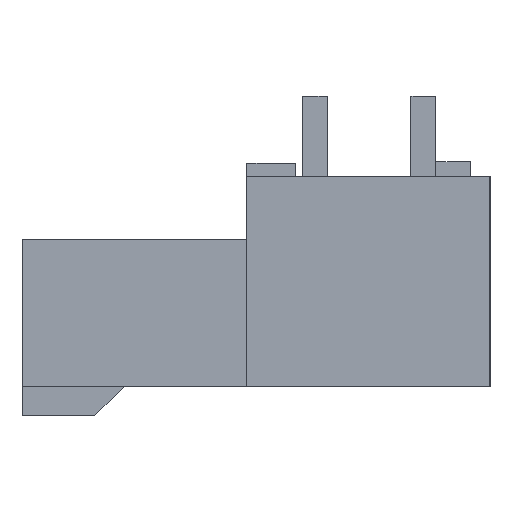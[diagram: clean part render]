
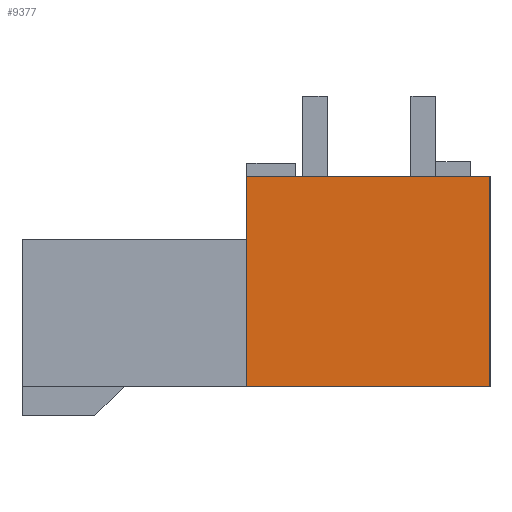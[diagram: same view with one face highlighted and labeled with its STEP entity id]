
A CAD part, left-side view. The second image highlights one B-rep face of the part: STEP entity #9377.
In plain terms, the highlighted planar face has unit normal (-1, 0, 0).
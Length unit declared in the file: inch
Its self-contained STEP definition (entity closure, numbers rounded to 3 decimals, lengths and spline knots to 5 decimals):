
#119=ORIENTED_EDGE('',*,*,#2814,.T.);
#120=ORIENTED_EDGE('',*,*,#2841,.T.);
#121=ORIENTED_EDGE('',*,*,#2842,.F.);
#122=ORIENTED_EDGE('',*,*,#2787,.F.);
#2787=EDGE_CURVE('',#4153,#4154,#5063,.T.);
#2814=EDGE_CURVE('',#4153,#4178,#5090,.T.);
#2841=EDGE_CURVE('',#4178,#4198,#5117,.T.);
#2842=EDGE_CURVE('',#4154,#4198,#5118,.T.);
#4153=VERTEX_POINT('',#12836);
#4154=VERTEX_POINT('',#12838);
#4178=VERTEX_POINT('',#12891);
#4198=VERTEX_POINT('',#12942);
#5063=LINE('',#12837,#6427);
#5090=LINE('',#12892,#6454);
#5117=LINE('',#12943,#6481);
#5118=LINE('',#12945,#6482);
#6427=VECTOR('',#10435,39.37008);
#6454=VECTOR('',#10468,39.37008);
#6481=VECTOR('',#10503,39.37008);
#6482=VECTOR('',#10506,39.37008);
#7782=EDGE_LOOP('',(#119,#120,#121,#122));
#8330=FACE_BOUND('',#7782,.T.);
#8874=PLANE('',#9908);
#9377=ADVANCED_FACE('',(#8330),#8874,.F.);
#9908=AXIS2_PLACEMENT_3D('',#12944,#10504,#10505);
#10435=DIRECTION('',(0.,-1.,0.));
#10468=DIRECTION('',(0.,0.,-1.));
#10503=DIRECTION('',(0.,-1.,0.));
#10504=DIRECTION('',(1.,0.,0.));
#10505=DIRECTION('',(0.,0.,-1.));
#10506=DIRECTION('',(0.,0.,-1.));
#12836=CARTESIAN_POINT('',(-0.5625,0.2,0.112));
#12837=CARTESIAN_POINT('',(-0.5625,0.2,0.112));
#12838=CARTESIAN_POINT('',(-0.5625,0.,0.112));
#12891=CARTESIAN_POINT('',(-0.5625,0.2,-0.061));
#12892=CARTESIAN_POINT('',(-0.5625,0.2,0.12));
#12942=CARTESIAN_POINT('',(-0.5625,0.,-0.061));
#12943=CARTESIAN_POINT('',(-0.5625,0.385,-0.061));
#12944=CARTESIAN_POINT('',(-0.5625,0.385,-0.061));
#12945=CARTESIAN_POINT('',(-0.5625,0.,0.112));
